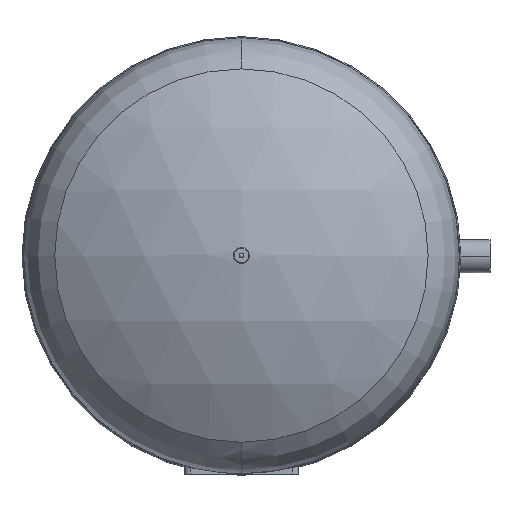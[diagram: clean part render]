
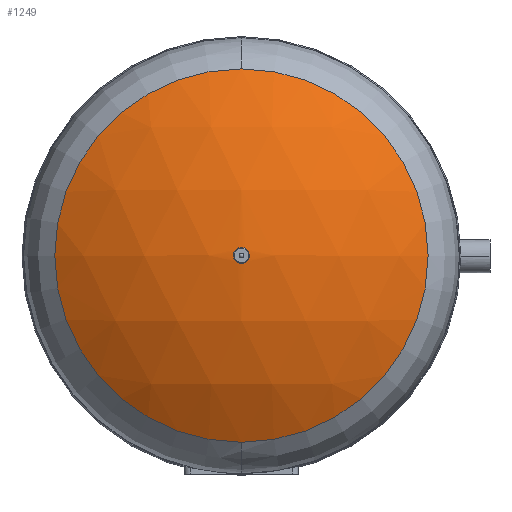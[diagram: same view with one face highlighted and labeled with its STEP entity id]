
A CAD part, top view. The second image highlights one B-rep face of the part: STEP entity #1249.
In plain terms, the highlighted spherical face has radius 283 mm.
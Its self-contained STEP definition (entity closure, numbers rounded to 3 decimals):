
#923=CARTESIAN_POINT('Vertex',(-6.5,0.,447.925)) ;
#935=CARTESIAN_POINT('Vertex',(6.5,0.,447.925)) ;
#939=CARTESIAN_POINT('Control Point',(6.5,0.,447.925)) ;
#940=CARTESIAN_POINT('Control Point',(6.5,1.266,447.925)) ;
#941=CARTESIAN_POINT('Control Point',(6.192,2.533,447.925)) ;
#942=CARTESIAN_POINT('Control Point',(5.574,3.699,447.925)) ;
#943=CARTESIAN_POINT('Control Point',(4.238,5.176,447.925)) ;
#944=CARTESIAN_POINT('Control Point',(2.498,6.057,447.925)) ;
#945=CARTESIAN_POINT('Control Point',(1.86,6.282,447.925)) ;
#946=CARTESIAN_POINT('Control Point',(-0.118,6.704,447.925)) ;
#947=CARTESIAN_POINT('Control Point',(-2.16,6.355,447.925)) ;
#948=CARTESIAN_POINT('Control Point',(-3.432,5.768,447.925)) ;
#949=CARTESIAN_POINT('Control Point',(-5.136,4.348,447.925)) ;
#950=CARTESIAN_POINT('Control Point',(-6.12,2.408,447.925)) ;
#951=CARTESIAN_POINT('Control Point',(-6.373,1.623,447.925)) ;
#952=CARTESIAN_POINT('Control Point',(-6.5,0.811,447.925)) ;
#953=CARTESIAN_POINT('Control Point',(-6.5,0.,447.925)) ;
#973=CARTESIAN_POINT('Control Point',(-6.5,0.,447.925)) ;
#974=CARTESIAN_POINT('Control Point',(-6.5,-1.337,447.925)) ;
#975=CARTESIAN_POINT('Control Point',(-6.156,-2.675,447.925)) ;
#976=CARTESIAN_POINT('Control Point',(-5.467,-3.894,447.925)) ;
#977=CARTESIAN_POINT('Control Point',(-4.014,-5.371,447.925)) ;
#978=CARTESIAN_POINT('Control Point',(-2.163,-6.185,447.925)) ;
#979=CARTESIAN_POINT('Control Point',(-1.514,-6.375,447.925)) ;
#980=CARTESIAN_POINT('Control Point',(0.485,-6.688,447.925)) ;
#981=CARTESIAN_POINT('Control Point',(2.504,-6.227,447.925)) ;
#982=CARTESIAN_POINT('Control Point',(3.742,-5.572,447.925)) ;
#983=CARTESIAN_POINT('Control Point',(5.313,-4.11,447.925)) ;
#984=CARTESIAN_POINT('Control Point',(6.184,-2.201,447.925)) ;
#985=CARTESIAN_POINT('Control Point',(6.395,-1.481,447.925)) ;
#986=CARTESIAN_POINT('Control Point',(6.5,-0.74,447.925)) ;
#987=CARTESIAN_POINT('Control Point',(6.5,0.,447.925)) ;
#1175=CARTESIAN_POINT('Vertex',(0.,151.718,403.895)) ;
#1178=CARTESIAN_POINT('Axis2P3D Location',(0.,0.,403.895)) ;
#1182=CARTESIAN_POINT('Vertex',(151.718,0.,403.895)) ;
#1185=CARTESIAN_POINT('Axis2P3D Location',(0.,0.,403.895)) ;
#1189=CARTESIAN_POINT('Vertex',(0.,-151.718,403.895)) ;
#1212=CARTESIAN_POINT('Axis2P3D Location',(0.,0.,403.895)) ;
#1216=CARTESIAN_POINT('Vertex',(-151.718,0.,403.895)) ;
#1219=CARTESIAN_POINT('Axis2P3D Location',(0.,0.,403.895)) ;
#1234=CARTESIAN_POINT('Axis2P3D Location',(0.,0.,165.)) ;
#1179=DIRECTION('Axis2P3D Direction',(0.,-0.,-1.)) ;
#1186=DIRECTION('Axis2P3D Direction',(0.,-0.,-1.)) ;
#1213=DIRECTION('Axis2P3D Direction',(0.,-0.,-1.)) ;
#1220=DIRECTION('Axis2P3D Direction',(0.,-0.,-1.)) ;
#1235=DIRECTION('Axis2P3D Direction',(0.,-1.,0.)) ;
#1236=DIRECTION('Axis2P3D XDirection',(0.,0.,1.)) ;
#1180=AXIS2_PLACEMENT_3D('Circle Axis2P3D',#1178,#1179,$) ;
#1187=AXIS2_PLACEMENT_3D('Circle Axis2P3D',#1185,#1186,$) ;
#1214=AXIS2_PLACEMENT_3D('Circle Axis2P3D',#1212,#1213,$) ;
#1221=AXIS2_PLACEMENT_3D('Circle Axis2P3D',#1219,#1220,$) ;
#1237=AXIS2_PLACEMENT_3D('Sphere Axis2P3D',#1234,#1235,#1236) ;
#1181=CIRCLE('generated circle',#1180,151.718) ;
#1188=CIRCLE('generated circle',#1187,151.718) ;
#1215=CIRCLE('generated circle',#1214,151.718) ;
#1222=CIRCLE('generated circle',#1221,151.718) ;
#1238=SPHERICAL_SURFACE('',#1237,283.) ;
#1248=FACE_BOUND('',#1245,.T.) ;
#954=EDGE_CURVE('',#936,#924,#938,.T.) ;
#988=EDGE_CURVE('',#924,#936,#972,.T.) ;
#1184=EDGE_CURVE('',#1183,#1176,#1181,.F.) ;
#1191=EDGE_CURVE('',#1190,#1183,#1188,.F.) ;
#1218=EDGE_CURVE('',#1217,#1190,#1215,.F.) ;
#1223=EDGE_CURVE('',#1176,#1217,#1222,.F.) ;
#1240=ORIENTED_EDGE('',*,*,#1223,.T.) ;
#1241=ORIENTED_EDGE('',*,*,#1218,.T.) ;
#1242=ORIENTED_EDGE('',*,*,#1191,.T.) ;
#1243=ORIENTED_EDGE('',*,*,#1184,.T.) ;
#1246=ORIENTED_EDGE('',*,*,#954,.F.) ;
#1247=ORIENTED_EDGE('',*,*,#988,.F.) ;
#1239=EDGE_LOOP('',(#1240,#1241,#1242,#1243)) ;
#1245=EDGE_LOOP('',(#1246,#1247)) ;
#924=VERTEX_POINT('',#923) ;
#936=VERTEX_POINT('',#935) ;
#1176=VERTEX_POINT('',#1175) ;
#1183=VERTEX_POINT('',#1182) ;
#1190=VERTEX_POINT('',#1189) ;
#1217=VERTEX_POINT('',#1216) ;
#1249=ADVANCED_FACE('556036',(#1244,#1248),#1238,.T.) ;
#938=B_SPLINE_CURVE_WITH_KNOTS('',5,(#939,#940,#941,#942,#943,#944,#945,#946,#947,#948,#949,#950,#951,#952,#953),.UNSPECIFIED.,.F.,.U.,(6,3,3,3,6),(28.88,37.834,42.564,52.022,57.759),.UNSPECIFIED.) ;
#972=B_SPLINE_CURVE_WITH_KNOTS('',5,(#973,#974,#975,#976,#977,#978,#979,#980,#981,#982,#983,#984,#985,#986,#987),.UNSPECIFIED.,.F.,.U.,(6,3,3,3,6),(0.,9.457,14.187,23.645,28.88),.UNSPECIFIED.) ;
#1244=FACE_OUTER_BOUND('',#1239,.T.) ;
